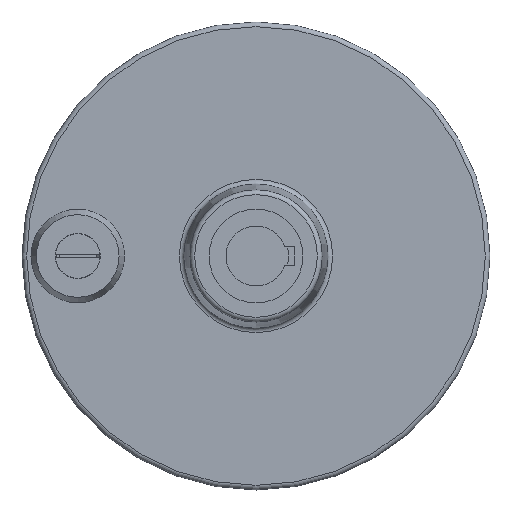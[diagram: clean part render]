
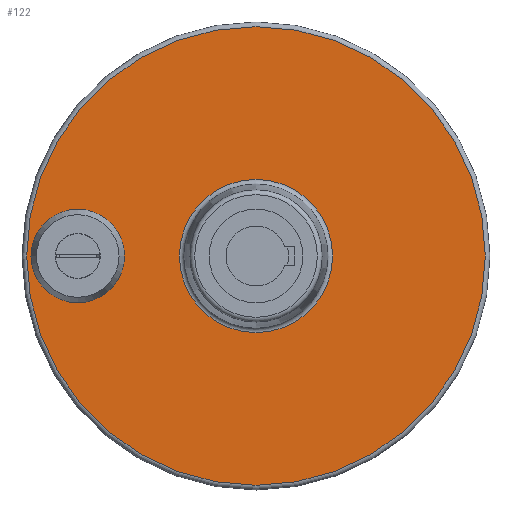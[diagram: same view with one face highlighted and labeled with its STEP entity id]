
A CAD part, front view. The second image highlights one B-rep face of the part: STEP entity #122.
In plain terms, the highlighted planar face has unit normal (0, -1, 0).
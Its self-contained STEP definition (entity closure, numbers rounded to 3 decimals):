
#122 = ADVANCED_FACE( '', ( #303, #304, #305 ), #306, .F. );
#303 = FACE_OUTER_BOUND( '', #565, .T. );
#304 = FACE_BOUND( '', #566, .T. );
#305 = FACE_BOUND( '', #567, .T. );
#306 = PLANE( '', #568 );
#565 = EDGE_LOOP( '', ( #878 ) );
#566 = EDGE_LOOP( '', ( #879 ) );
#567 = EDGE_LOOP( '', ( #880 ) );
#568 = AXIS2_PLACEMENT_3D( '', #881, #882, #883 );
#878 = ORIENTED_EDGE( '', *, *, #1420, .F. );
#879 = ORIENTED_EDGE( '', *, *, #1421, .F. );
#880 = ORIENTED_EDGE( '', *, *, #1422, .T. );
#881 = CARTESIAN_POINT( '', ( 27.091, -3.5, 0. ) );
#882 = DIRECTION( '', ( 0., 1., 0. ) );
#883 = DIRECTION( '', ( 0., 0., 1. ) );
#1420 = EDGE_CURVE( '', #1683, #1683, #1684, .T. );
#1421 = EDGE_CURVE( '', #1685, #1685, #1686, .F. );
#1422 = EDGE_CURVE( '', #1687, #1687, #1688, .T. );
#1683 = VERTEX_POINT( '', #2227 );
#1684 = CIRCLE( '', #2228, 61.104 );
#1685 = VERTEX_POINT( '', #2229 );
#1686 = CIRCLE( '', #2230, 12.456 );
#1687 = VERTEX_POINT( '', #2231 );
#1688 = CIRCLE( '', #2232, 20.409 );
#2227 = CARTESIAN_POINT( '', ( 47.5, -3.5, 61.104 ) );
#2228 = AXIS2_PLACEMENT_3D( '', #2819, #2820, #2821 );
#2229 = CARTESIAN_POINT( '', ( 0., -3.5, 12.456 ) );
#2230 = AXIS2_PLACEMENT_3D( '', #2822, #2823, #2824 );
#2231 = CARTESIAN_POINT( '', ( 47.5, -3.5, 20.409 ) );
#2232 = AXIS2_PLACEMENT_3D( '', #2825, #2826, #2827 );
#2819 = CARTESIAN_POINT( '', ( 47.5, -3.5, 0. ) );
#2820 = DIRECTION( '', ( 0., 1., 0. ) );
#2821 = DIRECTION( '', ( 0., 0., 1. ) );
#2822 = CARTESIAN_POINT( '', ( 0., -3.5, 0. ) );
#2823 = DIRECTION( '', ( 0., 1., 0. ) );
#2824 = DIRECTION( '', ( 0., 0., 1. ) );
#2825 = CARTESIAN_POINT( '', ( 47.5, -3.5, 0. ) );
#2826 = DIRECTION( '', ( 0., 1., 0. ) );
#2827 = DIRECTION( '', ( 0., 0., 1. ) );
